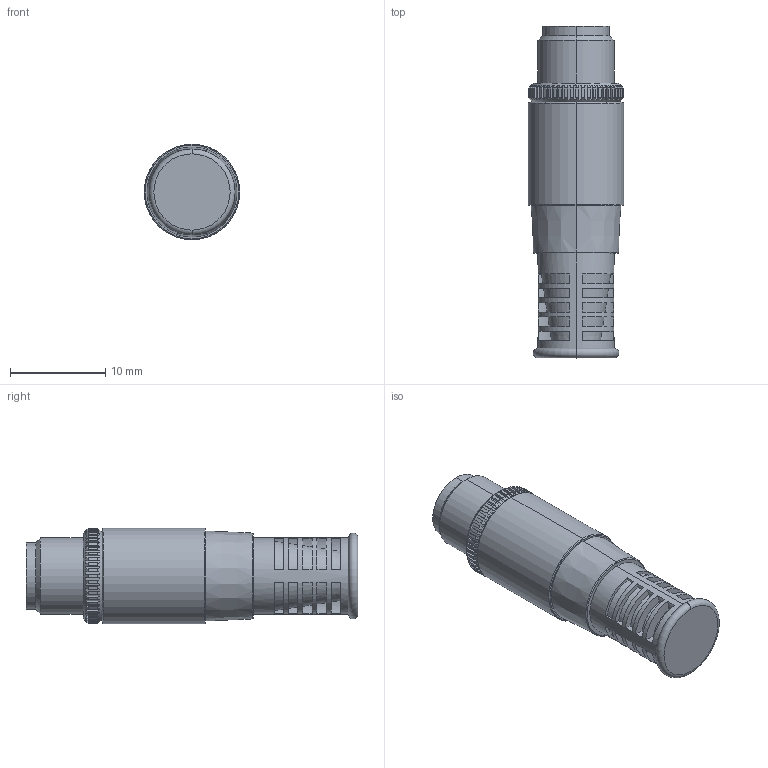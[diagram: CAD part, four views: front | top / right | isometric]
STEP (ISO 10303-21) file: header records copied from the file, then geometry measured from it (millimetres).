
FILE_DESCRIPTION (( 'STEP AP203' ), '1' );
FILE_NAME ('PAL-ACC18.step', '2020-10-29T13:45:49', ( '' ), ( '' ), 'SwSTEP 2.0', 'SolidWorks 2019', '' );
FILE_SCHEMA (( 'CONFIG_CONTROL_DESIGN' ));
Length unit declared in the file: millimetre
Products named in the file (1): PAL-ACC18
Bounding box: 10 x 34.8 x 10 mm (x, y, z)
Volume: 2079.8 mm3; surface area: 1419.7 mm2
Topology: 1 solids, 1 shells, 354 faces, 955 edges, 632 vertices
Faces by surface type: plane 204, cylinder 110, cone 32, torus 8
Entity records: 11616 total; most frequent: CARTESIAN_POINT 3016, ORIENTED_EDGE 1910, DIRECTION 1637, EDGE_CURVE 955, AXIS2_PLACEMENT_3D 681, VERTEX_POINT 632, EDGE_LOOP 383, FACE_OUTER_BOUND 354
